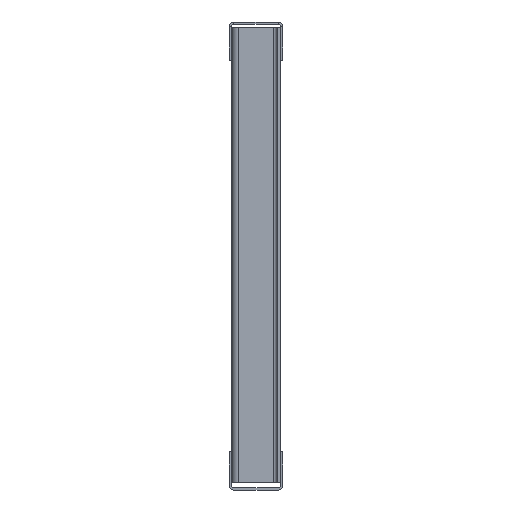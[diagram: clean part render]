
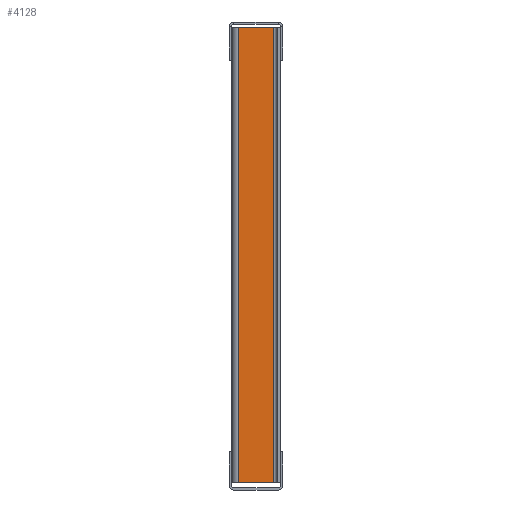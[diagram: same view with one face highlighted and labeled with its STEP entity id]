
A CAD part, left-side view. The second image highlights one B-rep face of the part: STEP entity #4128.
In plain terms, the highlighted planar face has unit normal (-1, 0, 0).
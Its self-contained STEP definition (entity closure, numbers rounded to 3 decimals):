
#237=PLANE('',#4578);
#494=LINE('',#6886,#832);
#502=LINE('',#6904,#840);
#503=LINE('',#6907,#841);
#510=LINE('',#6926,#848);
#832=VECTOR('',#5619,292.);
#840=VECTOR('',#5637,23.);
#841=VECTOR('',#5640,23.);
#848=VECTOR('',#5665,292.);
#1216=FACE_OUTER_BOUND('',#1501,.T.);
#1501=EDGE_LOOP('',(#3499,#3500,#3501,#3502));
#2077=VERTEX_POINT('',#6876);
#2081=VERTEX_POINT('',#6885);
#2086=VERTEX_POINT('',#6902);
#2087=VERTEX_POINT('',#6906);
#2568=EDGE_CURVE('',#2081,#2077,#494,.T.);
#2578=EDGE_CURVE('',#2077,#2086,#502,.T.);
#2579=EDGE_CURVE('',#2087,#2081,#503,.T.);
#2590=EDGE_CURVE('',#2086,#2087,#510,.T.);
#3499=ORIENTED_EDGE('',*,*,#2568,.T.);
#3500=ORIENTED_EDGE('',*,*,#2578,.T.);
#3501=ORIENTED_EDGE('',*,*,#2590,.T.);
#3502=ORIENTED_EDGE('',*,*,#2579,.T.);
#4128=ADVANCED_FACE('',(#1216),#237,.T.);
#4578=AXIS2_PLACEMENT_3D('',#6927,#5666,#5667);
#5619=DIRECTION('',(0.,0.,1.));
#5637=DIRECTION('',(0.,1.,0.));
#5640=DIRECTION('',(0.,-1.,0.));
#5665=DIRECTION('',(0.,0.,-1.));
#5666=DIRECTION('center_axis',(-1.,0.,0.));
#5667=DIRECTION('ref_axis',(0.,0.,1.));
#6876=CARTESIAN_POINT('',(-27.5,-10.5,292.));
#6885=CARTESIAN_POINT('',(-27.5,-10.5,0.));
#6886=CARTESIAN_POINT('',(-27.5,-10.5,0.));
#6902=CARTESIAN_POINT('',(-27.5,12.5,292.));
#6904=CARTESIAN_POINT('',(-27.5,16.5,292.));
#6906=CARTESIAN_POINT('',(-27.5,12.5,0.));
#6907=CARTESIAN_POINT('',(-27.5,16.5,0.));
#6926=CARTESIAN_POINT('',(-27.5,12.5,0.));
#6927=CARTESIAN_POINT('Origin',(-27.5,-12.5,0.));
